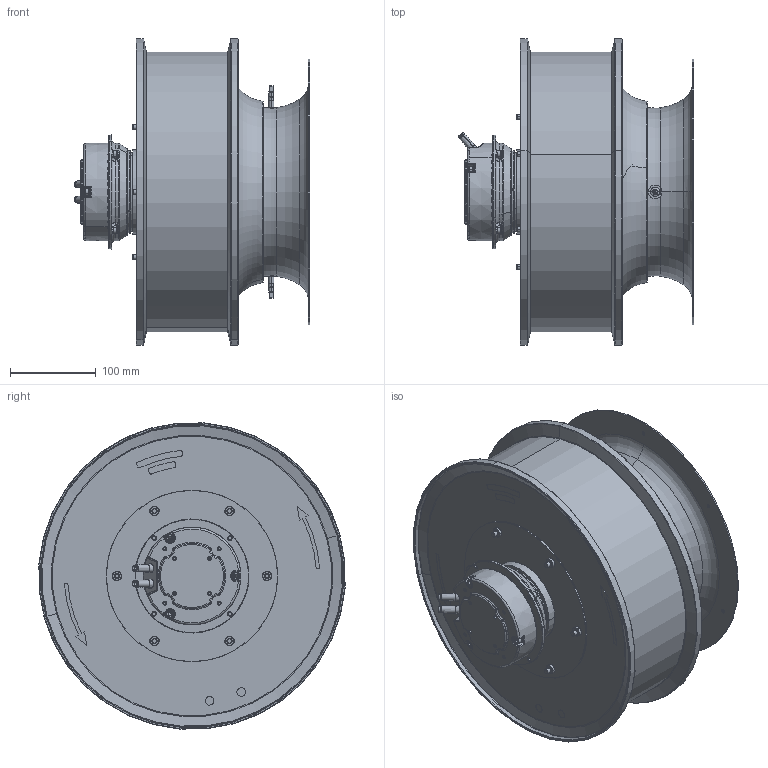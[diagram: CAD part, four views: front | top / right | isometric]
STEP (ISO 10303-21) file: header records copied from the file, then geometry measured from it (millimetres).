
FILE_DESCRIPTION((''),'2;1');
FILE_NAME('1165438_ASM','2023-08-08T09:11:57',('mkulawiak'),(''),'CREO PARAMETRIC BY PTC INC, 2022014','CREO PARAMETRIC BY PTC INC, 2022014','');
FILE_SCHEMA(('CONFIG_CONTROL_DESIGN'));
Length unit declared in the file: millimetre
Products named in the file (10): 1163560; 1165534; 1188746; FAN_MOTOR_315_03_FLANGE_ASM; 1166271; 1195166; 1173619; 1173620; 1111787; 1165438_ASM
Assembly tree (22 placements, depth 3):
  1165438_ASM
    1163560
    FAN_MOTOR_315_03_FLANGE_ASM
      1165534
      1188746  x6
    1166271
    1195166  x6
    1173619  x2
    1173620  x2
    1111787  x2
Bounding box: 274.51 x 356.9 x 356.9 mm (x, y, z)
Volume: 9889901.5 mm3; surface area: 689188.5 mm2
Topology: 22 solids, 55 shells, 1477 faces, 4229 edges, 2848 vertices
Faces by surface type: cylinder 514, plane 500, torus 191, cone 171, bspline 93, sphere 8
Entity records: 41697 total; most frequent: CARTESIAN_POINT 17719, DIRECTION 4919, ORIENTED_EDGE 4755, EDGE_CURVE 2687, AXIS2_PLACEMENT_3D 2086, VERTEX_POINT 1860, CIRCLE 1223, EDGE_LOOP 1089
